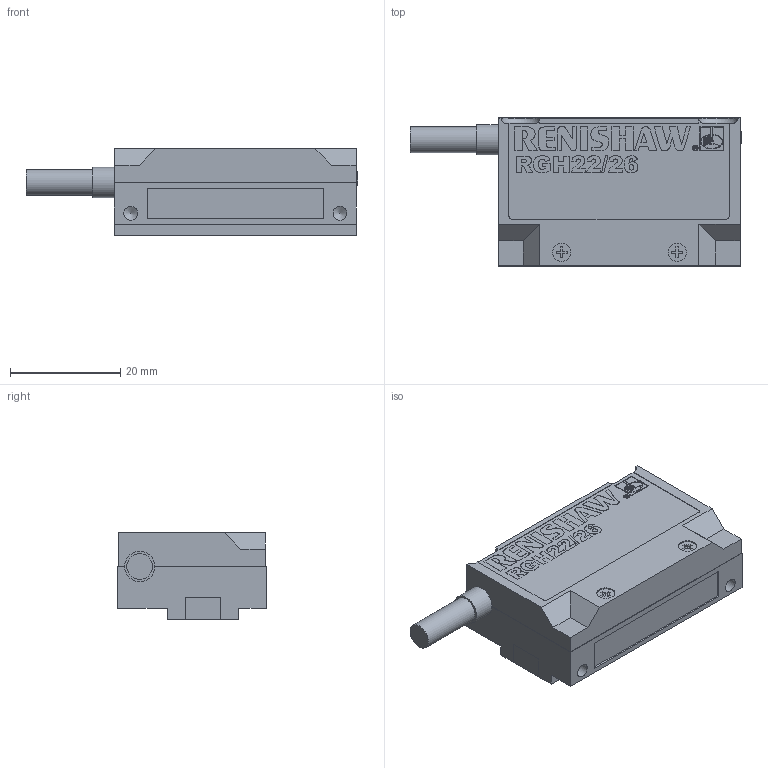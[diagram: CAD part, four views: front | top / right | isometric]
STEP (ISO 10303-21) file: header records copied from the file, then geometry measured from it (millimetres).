
FILE_DESCRIPTION(/* description */ (''),/* implementation_level */ '2;1');
FILE_NAME(/* name */ 'LA-9517-4802-01-A',/* time_stamp */ '2008-08-14T09:06:16+01:00',/* author */ (''),/* organization */ (''),/* preprocessor_version */ 'ST-DEVELOPER v9',/* originating_system */ 'UGS - NX 3.0',/* authorisation */ '');
FILE_SCHEMA (('CONFIG_CONTROL_DESIGN'));
Length unit declared in the file: millimetre
Products named in the file (1): lm1188B7kx6j
Bounding box: 60.15 x 27 x 15.75 mm (x, y, z)
Volume: 16939.4 mm3; surface area: 5173.5 mm2
Topology: 1 solids, 1 shells, 467 faces, 1259 edges, 838 vertices
Faces by surface type: plane 302, extrusion 140, cylinder 19, cone 4, torus 2
Full cylindrical faces by diameter (mm): 2.5 x4, 3.3 x2, 4.7 x1, 5.5 x1
Entity records: 14869 total; most frequent: CARTESIAN_POINT 3643, ORIENTED_EDGE 2476, DIRECTION 1797, EDGE_CURVE 1238, VECTOR 1055, LINE 915, VERTEX_POINT 833, EDGE_LOOP 523
